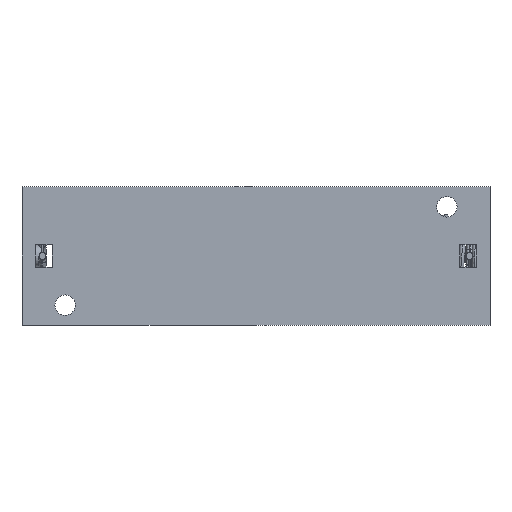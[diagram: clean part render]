
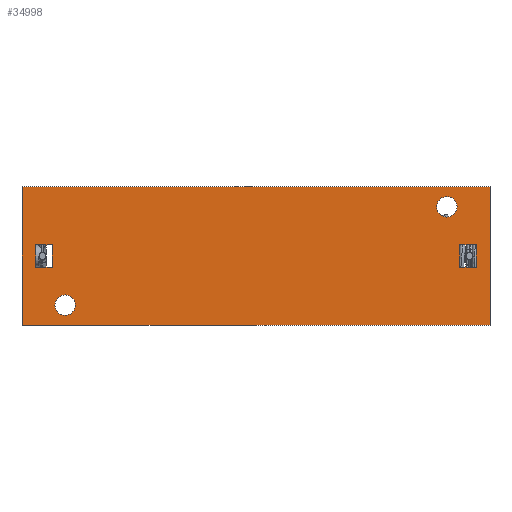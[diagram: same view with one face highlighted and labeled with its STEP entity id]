
A CAD part, front view. The second image highlights one B-rep face of the part: STEP entity #34998.
In plain terms, the highlighted planar face has unit normal (0, -1, 0).
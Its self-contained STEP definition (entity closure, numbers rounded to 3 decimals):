
#489 = DIRECTION ( 'NONE',  ( 0., 0., 1. ) ) ;
#588 = AXIS2_PLACEMENT_3D ( 'NONE', #41242, #21943, #2602 ) ;
#965 = CARTESIAN_POINT ( 'NONE',  ( 31.427, -10.319, 9.192 ) ) ;
#1212 = VECTOR ( 'NONE', #33844, 1000. ) ;
#1244 = ORIENTED_EDGE ( 'NONE', *, *, #41294, .F. ) ;
#1871 = CARTESIAN_POINT ( 'NONE',  ( -21.888, -10.319, -0.625 ) ) ;
#2532 = DIRECTION ( 'NONE',  ( 1., 0., 0. ) ) ;
#2602 = DIRECTION ( 'NONE',  ( 0., 0., 1. ) ) ;
#2620 = EDGE_CURVE ( 'NONE', #14659, #4851, #26288, .T. ) ;
#3492 = EDGE_CURVE ( 'NONE', #4753, #32842, #26641, .T. ) ;
#3787 = ORIENTED_EDGE ( 'NONE', *, *, #5921, .F. ) ;
#4583 = VERTEX_POINT ( 'NONE', #34013 ) ;
#4603 = CARTESIAN_POINT ( 'NONE',  ( -23.92, -10.319, 9.192 ) ) ;
#4753 = VERTEX_POINT ( 'NONE', #25240 ) ;
#4768 = CARTESIAN_POINT ( 'NONE',  ( 27.744, -10.319, 2.118 ) ) ;
#4851 = VERTEX_POINT ( 'NONE', #22534 ) ;
#5045 = EDGE_CURVE ( 'NONE', #19623, #4753, #29936, .T. ) ;
#5101 = LINE ( 'NONE', #8864, #13697 ) ;
#5161 = EDGE_CURVE ( 'NONE', #18630, #30607, #13256, .T. ) ;
#5193 = VECTOR ( 'NONE', #17341, 1000. ) ;
#5317 = AXIS2_PLACEMENT_3D ( 'NONE', #21982, #21950, #21944 ) ;
#5921 = EDGE_CURVE ( 'NONE', #26529, #14659, #32427, .T. ) ;
#5953 = LINE ( 'NONE', #965, #39224 ) ;
#6400 = CARTESIAN_POINT ( 'NONE',  ( 27.744, -10.319, 9.192 ) ) ;
#6544 = FACE_BOUND ( 'NONE', #33386, .T. ) ;
#6753 = LINE ( 'NONE', #32529, #40023 ) ;
#6768 = CARTESIAN_POINT ( 'NONE',  ( -25.571, -10.319, 9.192 ) ) ;
#6895 = EDGE_CURVE ( 'NONE', #30607, #18630, #37825, .T. ) ;
#7549 = FACE_OUTER_BOUND ( 'NONE', #27306, .T. ) ;
#7591 = DIRECTION ( 'NONE',  ( 0., 0., 1. ) ) ;
#7876 = CARTESIAN_POINT ( 'NONE',  ( 29.776, -10.319, 9.192 ) ) ;
#8106 = DIRECTION ( 'NONE',  ( 0., 1., 0. ) ) ;
#8860 = ORIENTED_EDGE ( 'NONE', *, *, #27460, .F. ) ;
#8864 = CARTESIAN_POINT ( 'NONE',  ( 31.427, -10.319, 9.192 ) ) ;
#9212 = CARTESIAN_POINT ( 'NONE',  ( -25.571, -10.319, 9.192 ) ) ;
#9426 = ORIENTED_EDGE ( 'NONE', *, *, #29245, .F. ) ;
#9541 = DIRECTION ( 'NONE',  ( 0., 0., 1. ) ) ;
#9650 = EDGE_CURVE ( 'NONE', #4851, #36975, #39872, .T. ) ;
#10793 = ORIENTED_EDGE ( 'NONE', *, *, #26056, .F. ) ;
#10831 = ORIENTED_EDGE ( 'NONE', *, *, #41907, .F. ) ;
#10919 = CARTESIAN_POINT ( 'NONE',  ( -21.888, -10.319, 9.192 ) ) ;
#10947 = EDGE_CURVE ( 'NONE', #37679, #19623, #5101, .T. ) ;
#11225 = PLANE ( 'NONE',  #30363 ) ;
#11241 = ORIENTED_EDGE ( 'NONE', *, *, #5161, .F. ) ;
#11817 = CIRCLE ( 'NONE', #23346, 1.245 ) ;
#12653 = EDGE_LOOP ( 'NONE', ( #11241, #12922 ) ) ;
#12922 = ORIENTED_EDGE ( 'NONE', *, *, #6895, .F. ) ;
#13007 = CARTESIAN_POINT ( 'NONE',  ( -21.888, -10.319, 2.118 ) ) ;
#13256 = CIRCLE ( 'NONE', #35552, 1.245 ) ;
#13542 = CARTESIAN_POINT ( 'NONE',  ( -23.92, -10.319, -0.625 ) ) ;
#13697 = VECTOR ( 'NONE', #28193, 1000. ) ;
#13729 = DIRECTION ( 'NONE',  ( 0., 0., 1. ) ) ;
#13766 = DIRECTION ( 'NONE',  ( 0., -1., 0. ) ) ;
#13779 = CARTESIAN_POINT ( 'NONE',  ( 26.169, -10.319, 6.741 ) ) ;
#13847 = DIRECTION ( 'NONE',  ( 1., 0., 0. ) ) ;
#14176 = ORIENTED_EDGE ( 'NONE', *, *, #2620, .F. ) ;
#14659 = VERTEX_POINT ( 'NONE', #35849 ) ;
#14710 = CARTESIAN_POINT ( 'NONE',  ( -23.92, -10.319, 2.118 ) ) ;
#14746 = VERTEX_POINT ( 'NONE', #13542 ) ;
#15128 = FACE_BOUND ( 'NONE', #35415, .T. ) ;
#16115 = CARTESIAN_POINT ( 'NONE',  ( -20.313, -10.319, -6.493 ) ) ;
#16267 = CARTESIAN_POINT ( 'NONE',  ( 31.427, -10.319, -7.699 ) ) ;
#16287 = EDGE_CURVE ( 'NONE', #14746, #23401, #36629, .T. ) ;
#17165 = CARTESIAN_POINT ( 'NONE',  ( 31.427, -10.319, -7.699 ) ) ;
#17341 = DIRECTION ( 'NONE',  ( -1., 0., 0. ) ) ;
#17709 = VECTOR ( 'NONE', #32215, 1000. ) ;
#17729 = DIRECTION ( 'NONE',  ( -1., 0., 0. ) ) ;
#18015 = CIRCLE ( 'NONE', #588, 1.245 ) ;
#18630 = VERTEX_POINT ( 'NONE', #28439 ) ;
#19234 = ORIENTED_EDGE ( 'NONE', *, *, #10947, .F. ) ;
#19623 = VERTEX_POINT ( 'NONE', #16267 ) ;
#19853 = DIRECTION ( 'NONE',  ( 0., -1., 0. ) ) ;
#20122 = CARTESIAN_POINT ( 'NONE',  ( 31.427, -10.319, 9.192 ) ) ;
#21943 = DIRECTION ( 'NONE',  ( 0., -1., 0. ) ) ;
#21944 = DIRECTION ( 'NONE',  ( 0., 0., 1. ) ) ;
#21950 = DIRECTION ( 'NONE',  ( 0., -1., 0. ) ) ;
#21982 = CARTESIAN_POINT ( 'NONE',  ( 26.169, -10.319, 6.741 ) ) ;
#22534 = CARTESIAN_POINT ( 'NONE',  ( 29.776, -10.319, -0.625 ) ) ;
#23346 = AXIS2_PLACEMENT_3D ( 'NONE', #39159, #19853, #489 ) ;
#23401 = VERTEX_POINT ( 'NONE', #1871 ) ;
#24471 = ORIENTED_EDGE ( 'NONE', *, *, #9650, .F. ) ;
#24860 = CARTESIAN_POINT ( 'NONE',  ( 29.776, -10.319, 2.118 ) ) ;
#24953 = ORIENTED_EDGE ( 'NONE', *, *, #16287, .F. ) ;
#25240 = CARTESIAN_POINT ( 'NONE',  ( -25.571, -10.319, -7.699 ) ) ;
#25460 = LINE ( 'NONE', #10919, #37051 ) ;
#25701 = EDGE_CURVE ( 'NONE', #39602, #14746, #34584, .T. ) ;
#26056 = EDGE_CURVE ( 'NONE', #30149, #39602, #6753, .T. ) ;
#26288 = LINE ( 'NONE', #32261, #17709 ) ;
#26498 = CARTESIAN_POINT ( 'NONE',  ( 26.169, -10.319, 5.496 ) ) ;
#26529 = VERTEX_POINT ( 'NONE', #4768 ) ;
#26641 = LINE ( 'NONE', #9212, #36243 ) ;
#27306 = EDGE_LOOP ( 'NONE', ( #31581, #19234, #8860, #29176 ) ) ;
#27431 = CARTESIAN_POINT ( 'NONE',  ( 31.427, -10.319, 9.192 ) ) ;
#27460 = EDGE_CURVE ( 'NONE', #32842, #37679, #5953, .T. ) ;
#28058 = VECTOR ( 'NONE', #2532, 1000. ) ;
#28193 = DIRECTION ( 'NONE',  ( 0., 0., -1. ) ) ;
#28207 = EDGE_CURVE ( 'NONE', #39946, #4583, #18015, .T. ) ;
#28439 = CARTESIAN_POINT ( 'NONE',  ( 26.169, -10.319, 7.985 ) ) ;
#29176 = ORIENTED_EDGE ( 'NONE', *, *, #3492, .F. ) ;
#29245 = EDGE_CURVE ( 'NONE', #4583, #39946, #11817, .T. ) ;
#29936 = LINE ( 'NONE', #17165, #5193 ) ;
#30149 = VERTEX_POINT ( 'NONE', #13007 ) ;
#30278 = DIRECTION ( 'NONE',  ( 0., 0., -1. ) ) ;
#30363 = AXIS2_PLACEMENT_3D ( 'NONE', #27431, #8106, #30698 ) ;
#30607 = VERTEX_POINT ( 'NONE', #26498 ) ;
#30698 = DIRECTION ( 'NONE',  ( 0., 0., 1. ) ) ;
#31581 = ORIENTED_EDGE ( 'NONE', *, *, #5045, .F. ) ;
#31666 = VECTOR ( 'NONE', #17729, 1000. ) ;
#31907 = ORIENTED_EDGE ( 'NONE', *, *, #25701, .F. ) ;
#32215 = DIRECTION ( 'NONE',  ( 1., 0., 0. ) ) ;
#32261 = CARTESIAN_POINT ( 'NONE',  ( 31.427, -10.319, -0.625 ) ) ;
#32311 = FACE_BOUND ( 'NONE', #12653, .T. ) ;
#32427 = LINE ( 'NONE', #6400, #40954 ) ;
#32529 = CARTESIAN_POINT ( 'NONE',  ( 31.427, -10.319, 2.118 ) ) ;
#32671 = LINE ( 'NONE', #40258, #31666 ) ;
#32842 = VERTEX_POINT ( 'NONE', #6768 ) ;
#33386 = EDGE_LOOP ( 'NONE', ( #31907, #10793, #10831, #24953 ) ) ;
#33495 = DIRECTION ( 'NONE',  ( 0., 0., 1. ) ) ;
#33844 = DIRECTION ( 'NONE',  ( 0., 0., -1. ) ) ;
#34013 = CARTESIAN_POINT ( 'NONE',  ( -20.313, -10.319, -4.004 ) ) ;
#34584 = LINE ( 'NONE', #4603, #1212 ) ;
#34752 = CARTESIAN_POINT ( 'NONE',  ( 31.427, -10.319, -0.625 ) ) ;
#34998 = ADVANCED_FACE ( 'NONE', ( #7549, #32311, #15128, #6544, #39811 ), #11225, .F. ) ;
#35415 = EDGE_LOOP ( 'NONE', ( #9426, #38981 ) ) ;
#35552 = AXIS2_PLACEMENT_3D ( 'NONE', #13779, #13766, #13729 ) ;
#35849 = CARTESIAN_POINT ( 'NONE',  ( 27.744, -10.319, -0.625 ) ) ;
#36243 = VECTOR ( 'NONE', #9541, 1000. ) ;
#36629 = LINE ( 'NONE', #34752, #28058 ) ;
#36975 = VERTEX_POINT ( 'NONE', #24860 ) ;
#37051 = VECTOR ( 'NONE', #33495, 1000. ) ;
#37679 = VERTEX_POINT ( 'NONE', #20122 ) ;
#37825 = CIRCLE ( 'NONE', #5317, 1.245 ) ;
#37879 = VECTOR ( 'NONE', #7591, 1000. ) ;
#38974 = DIRECTION ( 'NONE',  ( -1., 0., 0. ) ) ;
#38981 = ORIENTED_EDGE ( 'NONE', *, *, #28207, .F. ) ;
#39159 = CARTESIAN_POINT ( 'NONE',  ( -20.313, -10.319, -5.248 ) ) ;
#39224 = VECTOR ( 'NONE', #13847, 1000. ) ;
#39602 = VERTEX_POINT ( 'NONE', #14710 ) ;
#39811 = FACE_BOUND ( 'NONE', #39840, .T. ) ;
#39840 = EDGE_LOOP ( 'NONE', ( #1244, #24471, #14176, #3787 ) ) ;
#39872 = LINE ( 'NONE', #7876, #37879 ) ;
#39946 = VERTEX_POINT ( 'NONE', #16115 ) ;
#40023 = VECTOR ( 'NONE', #38974, 1000. ) ;
#40258 = CARTESIAN_POINT ( 'NONE',  ( 31.427, -10.319, 2.118 ) ) ;
#40954 = VECTOR ( 'NONE', #30278, 1000. ) ;
#41242 = CARTESIAN_POINT ( 'NONE',  ( -20.313, -10.319, -5.248 ) ) ;
#41294 = EDGE_CURVE ( 'NONE', #36975, #26529, #32671, .T. ) ;
#41907 = EDGE_CURVE ( 'NONE', #23401, #30149, #25460, .T. ) ;
